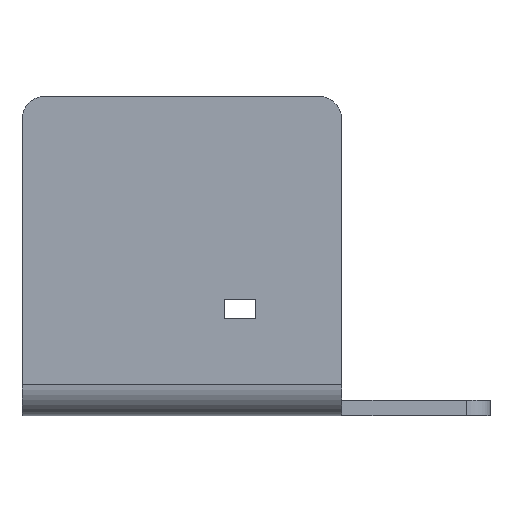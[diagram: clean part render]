
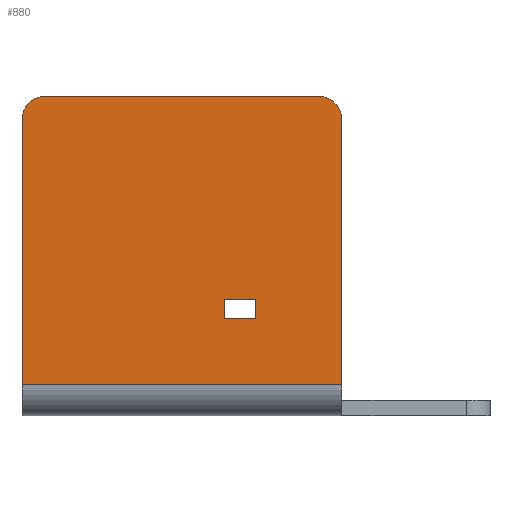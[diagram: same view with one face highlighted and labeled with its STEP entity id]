
A CAD part, front view. The second image highlights one B-rep face of the part: STEP entity #880.
In plain terms, the highlighted planar face has unit normal (0, -1, 0).
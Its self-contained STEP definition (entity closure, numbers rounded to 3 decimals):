
#27=FACE_BOUND('',#165,.T.);
#51=PLANE('',#976);
#110=FACE_OUTER_BOUND('',#164,.T.);
#164=EDGE_LOOP('',(#757,#758,#759,#760,#761,#762));
#165=EDGE_LOOP('',(#763,#764,#765,#766));
#214=LINE('',#1366,#298);
#224=LINE('',#1390,#308);
#243=LINE('',#1439,#327);
#245=LINE('',#1443,#329);
#247=LINE('',#1447,#331);
#249=LINE('',#1450,#333);
#250=LINE('',#1453,#334);
#251=LINE('',#1457,#335);
#298=VECTOR('',#1096,10.);
#308=VECTOR('',#1116,10.);
#327=VECTOR('',#1165,10.);
#329=VECTOR('',#1169,10.);
#331=VECTOR('',#1173,10.);
#333=VECTOR('',#1177,10.);
#334=VECTOR('',#1180,10.);
#335=VECTOR('',#1187,2.88);
#377=CIRCLE('',#941,3.);
#380=CIRCLE('',#947,3.);
#433=VERTEX_POINT('',#1353);
#434=VERTEX_POINT('',#1354);
#438=VERTEX_POINT('',#1364);
#446=VERTEX_POINT('',#1384);
#447=VERTEX_POINT('',#1388);
#461=VERTEX_POINT('',#1436);
#462=VERTEX_POINT('',#1438);
#463=VERTEX_POINT('',#1442);
#464=VERTEX_POINT('',#1446);
#465=VERTEX_POINT('',#1452);
#520=EDGE_CURVE('',#433,#434,#377,.T.);
#526=EDGE_CURVE('',#433,#438,#214,.T.);
#535=EDGE_CURVE('',#446,#438,#380,.T.);
#538=EDGE_CURVE('',#446,#447,#224,.T.);
#562=EDGE_CURVE('',#462,#461,#243,.T.);
#564=EDGE_CURVE('',#463,#462,#245,.T.);
#566=EDGE_CURVE('',#464,#463,#247,.T.);
#568=EDGE_CURVE('',#461,#464,#249,.T.);
#569=EDGE_CURVE('',#447,#465,#250,.T.);
#572=EDGE_CURVE('',#465,#434,#251,.T.);
#757=ORIENTED_EDGE('',*,*,#520,.F.);
#758=ORIENTED_EDGE('',*,*,#526,.T.);
#759=ORIENTED_EDGE('',*,*,#535,.F.);
#760=ORIENTED_EDGE('',*,*,#538,.T.);
#761=ORIENTED_EDGE('',*,*,#569,.T.);
#762=ORIENTED_EDGE('',*,*,#572,.T.);
#763=ORIENTED_EDGE('',*,*,#566,.T.);
#764=ORIENTED_EDGE('',*,*,#564,.T.);
#765=ORIENTED_EDGE('',*,*,#562,.T.);
#766=ORIENTED_EDGE('',*,*,#568,.T.);
#880=ADVANCED_FACE('',(#110,#27),#51,.T.);
#941=AXIS2_PLACEMENT_3D('',#1355,#1086,#1087);
#947=AXIS2_PLACEMENT_3D('',#1385,#1110,#1111);
#976=AXIS2_PLACEMENT_3D('',#1467,#1201,#1202);
#1086=DIRECTION('center_axis',(0.,1.,0.));
#1087=DIRECTION('ref_axis',(0.707,0.,0.707));
#1096=DIRECTION('',(-1.,0.,0.));
#1110=DIRECTION('center_axis',(0.,1.,0.));
#1111=DIRECTION('ref_axis',(-0.707,0.,0.707));
#1116=DIRECTION('',(0.,0.,-1.));
#1165=DIRECTION('',(0.,0.,-1.));
#1169=DIRECTION('',(1.,0.,0.));
#1173=DIRECTION('',(0.,0.,1.));
#1177=DIRECTION('',(-1.,0.,0.));
#1180=DIRECTION('',(1.,0.,0.));
#1187=DIRECTION('',(0.,0.,1.));
#1201=DIRECTION('center_axis',(0.,-1.,0.));
#1202=DIRECTION('ref_axis',(-1.,0.,0.));
#1353=CARTESIAN_POINT('',(34.75,-10.224,-12.7));
#1354=CARTESIAN_POINT('',(37.75,-10.224,-15.7));
#1355=CARTESIAN_POINT('Origin',(34.75,-10.224,-15.7));
#1364=CARTESIAN_POINT('',(-0.25,-10.224,-12.7));
#1366=CARTESIAN_POINT('',(-3.25,-10.224,-12.7));
#1384=CARTESIAN_POINT('',(-3.25,-10.224,-15.7));
#1385=CARTESIAN_POINT('Origin',(-0.25,-10.224,-15.7));
#1388=CARTESIAN_POINT('',(-3.25,-10.224,-49.7));
#1390=CARTESIAN_POINT('',(-3.25,-10.224,-49.7));
#1436=CARTESIAN_POINT('',(26.66,-10.224,-41.25));
#1438=CARTESIAN_POINT('',(26.66,-10.224,-38.75));
#1439=CARTESIAN_POINT('',(26.66,-10.224,-36.106));
#1442=CARTESIAN_POINT('',(22.66,-10.224,-38.75));
#1443=CARTESIAN_POINT('',(19.955,-10.224,-38.75));
#1446=CARTESIAN_POINT('',(22.66,-10.224,-41.25));
#1447=CARTESIAN_POINT('',(22.66,-10.224,-37.356));
#1450=CARTESIAN_POINT('',(21.955,-10.224,-41.25));
#1452=CARTESIAN_POINT('',(37.75,-10.224,-49.7));
#1453=CARTESIAN_POINT('',(17.25,-10.224,-49.7));
#1457=CARTESIAN_POINT('',(37.75,-10.224,-58.748));
#1467=CARTESIAN_POINT('Origin',(17.25,-10.224,-33.462));
